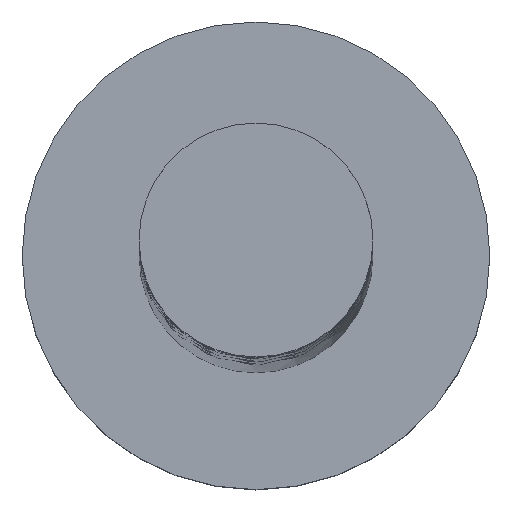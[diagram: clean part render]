
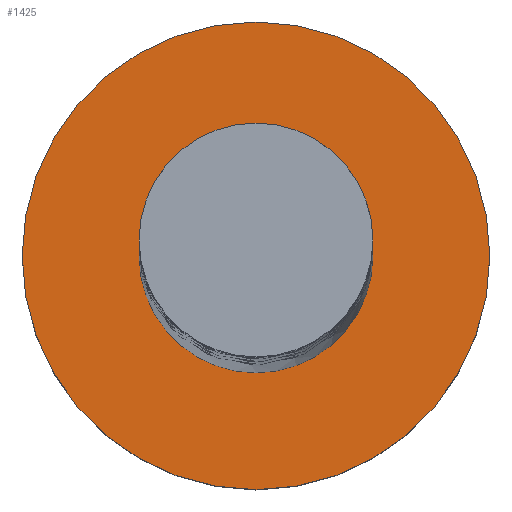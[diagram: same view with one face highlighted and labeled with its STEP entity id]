
A CAD part, top view. The second image highlights one B-rep face of the part: STEP entity #1425.
In plain terms, the highlighted planar face has unit normal (0, 0, 1).
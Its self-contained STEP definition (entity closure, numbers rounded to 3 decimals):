
#47 = CARTESIAN_POINT ( 'NONE',  ( 0., 0., 3. ) ) ;
#56 = FACE_BOUND ( 'NONE', #532, .T. ) ;
#85 = CARTESIAN_POINT ( 'NONE',  ( 0., 0., 3. ) ) ;
#184 = AXIS2_PLACEMENT_3D ( 'NONE', #85, #1592, #314 ) ;
#223 = DIRECTION ( 'NONE',  ( 1., 0., 0. ) ) ;
#268 = CIRCLE ( 'NONE', #478, 2. ) ;
#301 = EDGE_CURVE ( 'NONE', #1276, #881, #986, .T. ) ;
#314 = DIRECTION ( 'NONE',  ( 1., 0., 0. ) ) ;
#357 = DIRECTION ( 'NONE',  ( 1., 0., 0. ) ) ;
#368 = ORIENTED_EDGE ( 'NONE', *, *, #1200, .F. ) ;
#478 = AXIS2_PLACEMENT_3D ( 'NONE', #1120, #1010, #223 ) ;
#532 = EDGE_LOOP ( 'NONE', ( #368, #1018 ) ) ;
#536 = AXIS2_PLACEMENT_3D ( 'NONE', #1291, #1169, #1042 ) ;
#575 = FACE_OUTER_BOUND ( 'NONE', #1233, .T. ) ;
#662 = CIRCLE ( 'NONE', #882, 2. ) ;
#663 = EDGE_CURVE ( 'NONE', #881, #1276, #735, .T. ) ;
#716 = VERTEX_POINT ( 'NONE', #744 ) ;
#735 = CIRCLE ( 'NONE', #1367, 4. ) ;
#744 = CARTESIAN_POINT ( 'NONE',  ( -2., 0., 3. ) ) ;
#857 = CARTESIAN_POINT ( 'NONE',  ( 4., 0., 3. ) ) ;
#881 = VERTEX_POINT ( 'NONE', #857 ) ;
#882 = AXIS2_PLACEMENT_3D ( 'NONE', #47, #1172, #944 ) ;
#944 = DIRECTION ( 'NONE',  ( 1., 0., 0. ) ) ;
#986 = CIRCLE ( 'NONE', #536, 4. ) ;
#998 = DIRECTION ( 'NONE',  ( 0., 0., 1. ) ) ;
#1010 = DIRECTION ( 'NONE',  ( 0., 0., 1. ) ) ;
#1018 = ORIENTED_EDGE ( 'NONE', *, *, #1588, .F. ) ;
#1040 = CARTESIAN_POINT ( 'NONE',  ( -4., 0., 3. ) ) ;
#1042 = DIRECTION ( 'NONE',  ( 1., 0., 0. ) ) ;
#1120 = CARTESIAN_POINT ( 'NONE',  ( 0., 0., 3. ) ) ;
#1164 = ORIENTED_EDGE ( 'NONE', *, *, #663, .T. ) ;
#1169 = DIRECTION ( 'NONE',  ( 0., 0., 1. ) ) ;
#1172 = DIRECTION ( 'NONE',  ( 0., 0., 1. ) ) ;
#1200 = EDGE_CURVE ( 'NONE', #716, #1455, #662, .T. ) ;
#1217 = PLANE ( 'NONE',  #184 ) ;
#1233 = EDGE_LOOP ( 'NONE', ( #1653, #1164 ) ) ;
#1276 = VERTEX_POINT ( 'NONE', #1040 ) ;
#1291 = CARTESIAN_POINT ( 'NONE',  ( 0., 0., 3. ) ) ;
#1367 = AXIS2_PLACEMENT_3D ( 'NONE', #1504, #998, #357 ) ;
#1425 = ADVANCED_FACE ( 'NONE', ( #56, #575 ), #1217, .T. ) ;
#1455 = VERTEX_POINT ( 'NONE', #1600 ) ;
#1504 = CARTESIAN_POINT ( 'NONE',  ( 0., 0., 3. ) ) ;
#1588 = EDGE_CURVE ( 'NONE', #1455, #716, #268, .T. ) ;
#1592 = DIRECTION ( 'NONE',  ( 0., 0., 1. ) ) ;
#1600 = CARTESIAN_POINT ( 'NONE',  ( 2., 0., 3. ) ) ;
#1653 = ORIENTED_EDGE ( 'NONE', *, *, #301, .T. ) ;
